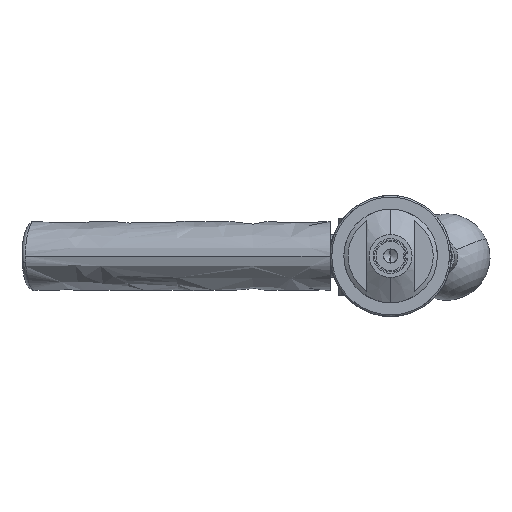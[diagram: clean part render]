
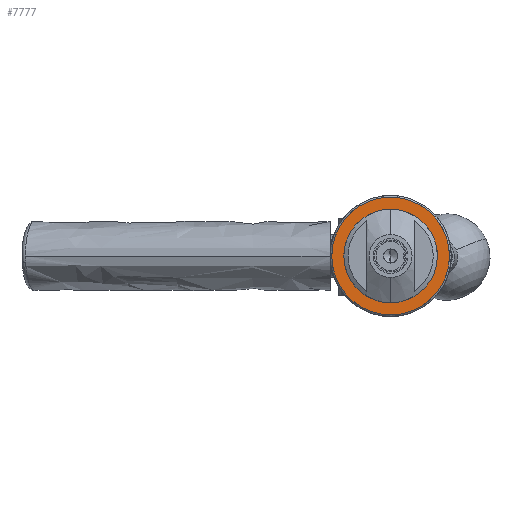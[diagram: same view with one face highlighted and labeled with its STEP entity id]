
A CAD part, left-side view. The second image highlights one B-rep face of the part: STEP entity #7777.
In plain terms, the highlighted planar face has unit normal (-1, 0, 0).
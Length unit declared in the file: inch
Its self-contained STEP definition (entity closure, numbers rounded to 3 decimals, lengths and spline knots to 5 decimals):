
#853 = VERTEX_POINT ( 'NONE', #13437 ) ;
#1042 = CIRCLE ( 'NONE', #6005, 0.85 ) ;
#1492 = DIRECTION ( 'NONE',  ( 0., 0.64, -0.768 ) ) ;
#2075 = AXIS2_PLACEMENT_3D ( 'NONE', #2723, #15022, #2902 ) ;
#2688 = EDGE_LOOP ( 'NONE', ( #15944, #12029 ) ) ;
#2723 = CARTESIAN_POINT ( 'NONE',  ( -4.408, 0., 0. ) ) ;
#2902 = DIRECTION ( 'NONE',  ( 0., 0.64, -0.768 ) ) ;
#3609 = EDGE_CURVE ( 'NONE', #853, #17024, #10219, .T. ) ;
#3892 = CARTESIAN_POINT ( 'NONE',  ( -4.408, 0., 0. ) ) ;
#4409 = CARTESIAN_POINT ( 'NONE',  ( -4.408, 0., 0. ) ) ;
#4632 = CARTESIAN_POINT ( 'NONE',  ( -4.408, 0.20362, 0.1696 ) ) ;
#5991 = EDGE_CURVE ( 'NONE', #17024, #853, #1042, .T. ) ;
#6005 = AXIS2_PLACEMENT_3D ( 'NONE', #3892, #6999, #17681 ) ;
#6142 = DIRECTION ( 'NONE',  ( 0., 0.64, -0.768 ) ) ;
#6156 = ORIENTED_EDGE ( 'NONE', *, *, #5991, .T. ) ;
#6999 = DIRECTION ( 'NONE',  ( -1., 0., 0. ) ) ;
#7777 = ADVANCED_FACE ( 'NONE', ( #8282, #13830 ), #11090, .F. ) ;
#7992 = CARTESIAN_POINT ( 'NONE',  ( -4.408, -0.1696, 0.20362 ) ) ;
#8282 = FACE_BOUND ( 'NONE', #2688, .T. ) ;
#8537 = EDGE_LOOP ( 'NONE', ( #6156, #10761 ) ) ;
#8666 = DIRECTION ( 'NONE',  ( -1., 0., 0. ) ) ;
#9586 = VERTEX_POINT ( 'NONE', #9799 ) ;
#9799 = CARTESIAN_POINT ( 'NONE',  ( -4.408, 0.1696, -0.20362 ) ) ;
#10009 = DIRECTION ( 'NONE',  ( 1., 0., 0. ) ) ;
#10096 = EDGE_CURVE ( 'NONE', #9586, #16839, #15912, .T. ) ;
#10219 = CIRCLE ( 'NONE', #2075, 0.85 ) ;
#10252 = CARTESIAN_POINT ( 'NONE',  ( -4.408, 0., 0. ) ) ;
#10713 = AXIS2_PLACEMENT_3D ( 'NONE', #4632, #10009, #11348 ) ;
#10761 = ORIENTED_EDGE ( 'NONE', *, *, #3609, .T. ) ;
#11090 = PLANE ( 'NONE',  #10713 ) ;
#11348 = DIRECTION ( 'NONE',  ( 0., -0.64, 0.768 ) ) ;
#12029 = ORIENTED_EDGE ( 'NONE', *, *, #17347, .F. ) ;
#12973 = CARTESIAN_POINT ( 'NONE',  ( -4.408, 0.54401, -0.65311 ) ) ;
#13437 = CARTESIAN_POINT ( 'NONE',  ( -4.408, -0.54401, 0.65311 ) ) ;
#13830 = FACE_OUTER_BOUND ( 'NONE', #8537, .T. ) ;
#13867 = AXIS2_PLACEMENT_3D ( 'NONE', #10252, #8666, #6142 ) ;
#14010 = AXIS2_PLACEMENT_3D ( 'NONE', #4409, #14061, #1492 ) ;
#14061 = DIRECTION ( 'NONE',  ( -1., 0., 0. ) ) ;
#14608 = CIRCLE ( 'NONE', #14010, 0.265 ) ;
#15022 = DIRECTION ( 'NONE',  ( -1., 0., 0. ) ) ;
#15912 = CIRCLE ( 'NONE', #13867, 0.265 ) ;
#15944 = ORIENTED_EDGE ( 'NONE', *, *, #10096, .F. ) ;
#16839 = VERTEX_POINT ( 'NONE', #7992 ) ;
#17024 = VERTEX_POINT ( 'NONE', #12973 ) ;
#17347 = EDGE_CURVE ( 'NONE', #16839, #9586, #14608, .T. ) ;
#17681 = DIRECTION ( 'NONE',  ( 0., 0.64, -0.768 ) ) ;
